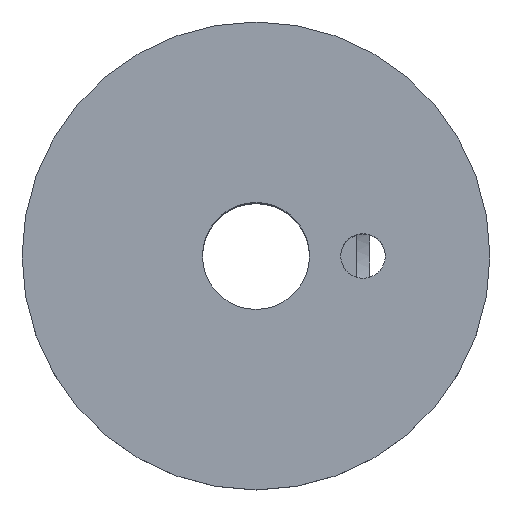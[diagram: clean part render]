
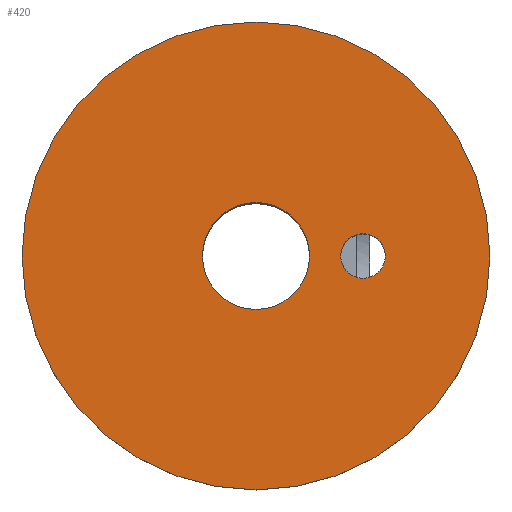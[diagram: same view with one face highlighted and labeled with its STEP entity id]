
A CAD part, top view. The second image highlights one B-rep face of the part: STEP entity #420.
In plain terms, the highlighted planar face has unit normal (0, 0, 1).
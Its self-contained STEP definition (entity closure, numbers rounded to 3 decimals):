
#19=FACE_BOUND('',#81,.T.);
#20=FACE_BOUND('',#82,.T.);
#36=PLANE('',#469);
#54=FACE_OUTER_BOUND('',#80,.T.);
#80=EDGE_LOOP('',(#359));
#81=EDGE_LOOP('',(#360));
#82=EDGE_LOOP('',(#361));
#159=CIRCLE('',#445,1.666);
#171=CIRCLE('',#470,17.5);
#172=CIRCLE('',#471,4.);
#180=VERTEX_POINT('',#607);
#213=VERTEX_POINT('',#814);
#214=VERTEX_POINT('',#816);
#220=EDGE_CURVE('',#180,#180,#159,.T.);
#266=EDGE_CURVE('',#213,#213,#171,.T.);
#267=EDGE_CURVE('',#214,#214,#172,.T.);
#359=ORIENTED_EDGE('',*,*,#266,.F.);
#360=ORIENTED_EDGE('',*,*,#220,.T.);
#361=ORIENTED_EDGE('',*,*,#267,.T.);
#420=ADVANCED_FACE('',(#54,#19,#20),#36,.T.);
#445=AXIS2_PLACEMENT_3D('',#608,#492,#493);
#469=AXIS2_PLACEMENT_3D('',#813,#563,#564);
#470=AXIS2_PLACEMENT_3D('',#815,#565,#566);
#471=AXIS2_PLACEMENT_3D('',#817,#567,#568);
#492=DIRECTION('center_axis',(0.,0.,-1.));
#493=DIRECTION('ref_axis',(1.,0.,0.));
#563=DIRECTION('center_axis',(0.,0.,1.));
#564=DIRECTION('ref_axis',(1.,0.,0.));
#565=DIRECTION('center_axis',(0.,0.,-1.));
#566=DIRECTION('ref_axis',(1.,0.,0.));
#567=DIRECTION('center_axis',(0.,0.,-1.));
#568=DIRECTION('ref_axis',(1.,0.,0.));
#607=CARTESIAN_POINT('',(6.334,0.,0.));
#608=CARTESIAN_POINT('Origin',(8.,0.,0.));
#813=CARTESIAN_POINT('Origin',(-17.5,0.,0.));
#814=CARTESIAN_POINT('',(17.5,0.,0.));
#815=CARTESIAN_POINT('Origin',(0.,0.,0.));
#816=CARTESIAN_POINT('',(4.,0.,0.));
#817=CARTESIAN_POINT('Origin',(0.,0.,0.));
